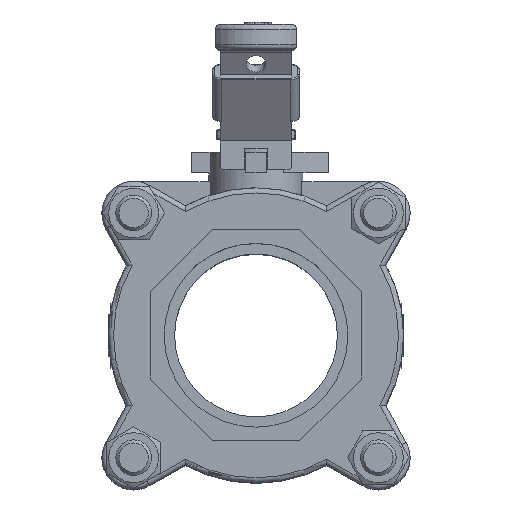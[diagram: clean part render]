
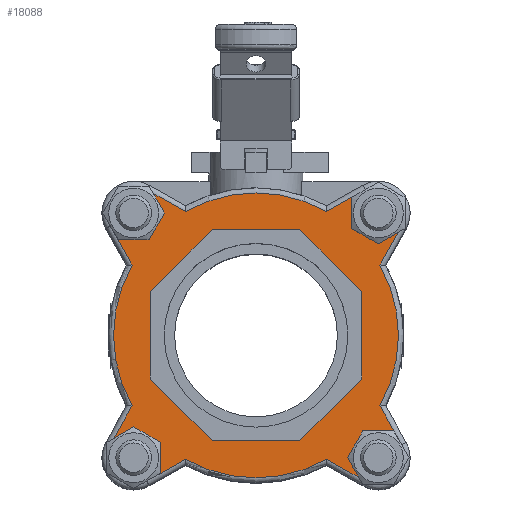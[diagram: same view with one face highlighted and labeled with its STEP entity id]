
A CAD part, top view. The second image highlights one B-rep face of the part: STEP entity #18088.
In plain terms, the highlighted planar face has unit normal (0, 0, 1).
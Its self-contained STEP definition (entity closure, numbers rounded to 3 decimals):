
#379=FACE_BOUND('',#6232,.T.);
#380=FACE_BOUND('',#6233,.T.);
#381=FACE_BOUND('',#6234,.T.);
#382=FACE_BOUND('',#6235,.T.);
#383=FACE_BOUND('',#6236,.T.);
#2246=LINE('',#30605,#3641);
#2248=LINE('',#30646,#3643);
#2250=LINE('',#30687,#3645);
#2251=LINE('',#30709,#3646);
#2253=LINE('',#30718,#3648);
#2256=LINE('',#30744,#3651);
#2257=LINE('',#30752,#3652);
#2259=LINE('',#30761,#3654);
#2278=LINE('',#30822,#3673);
#2279=LINE('',#30824,#3674);
#2280=LINE('',#30826,#3675);
#2281=LINE('',#30828,#3676);
#2282=LINE('',#30830,#3677);
#2283=LINE('',#30832,#3678);
#2284=LINE('',#30834,#3679);
#2285=LINE('',#30835,#3680);
#3641=VECTOR('',#21885,10.);
#3643=VECTOR('',#21897,10.);
#3645=VECTOR('',#21909,10.);
#3646=VECTOR('',#21920,10.);
#3648=VECTOR('',#21932,10.);
#3651=VECTOR('',#21945,10.);
#3652=VECTOR('',#21956,10.);
#3654=VECTOR('',#21968,10.);
#3673=VECTOR('',#22029,10.);
#3674=VECTOR('',#22030,10.);
#3675=VECTOR('',#22031,10.);
#3676=VECTOR('',#22032,10.);
#3677=VECTOR('',#22033,10.);
#3678=VECTOR('',#22034,10.);
#3679=VECTOR('',#22035,10.);
#3680=VECTOR('',#22036,10.);
#4348=PLANE('',#19158);
#5186=FACE_OUTER_BOUND('',#6231,.T.);
#6231=EDGE_LOOP('',(#14884,#14885,#14886,#14887,#14888,#14889,#14890,#14891,
#14892,#14893,#14894,#14895,#14896,#14897,#14898,#14899));
#6232=EDGE_LOOP('',(#14900));
#6233=EDGE_LOOP('',(#14901));
#6234=EDGE_LOOP('',(#14902));
#6235=EDGE_LOOP('',(#14903));
#6236=EDGE_LOOP('',(#14904,#14905,#14906,#14907,#14908,#14909,#14910,#14911));
#6803=CIRCLE('',#19103,56.);
#6806=CIRCLE('',#19108,56.);
#6809=CIRCLE('',#19113,56.);
#6813=CIRCLE('',#19119,10.5);
#6816=CIRCLE('',#19124,10.5);
#6819=CIRCLE('',#19129,56.);
#6822=CIRCLE('',#19134,10.5);
#6825=CIRCLE('',#19139,10.5);
#6836=CIRCLE('',#19159,7.5);
#6837=CIRCLE('',#19160,7.5);
#6838=CIRCLE('',#19161,7.5);
#6839=CIRCLE('',#19162,7.5);
#8215=VERTEX_POINT('',#30564);
#8216=VERTEX_POINT('',#30565);
#8221=VERTEX_POINT('',#30602);
#8222=VERTEX_POINT('',#30604);
#8223=VERTEX_POINT('',#30621);
#8227=VERTEX_POINT('',#30643);
#8228=VERTEX_POINT('',#30645);
#8229=VERTEX_POINT('',#30662);
#8233=VERTEX_POINT('',#30684);
#8234=VERTEX_POINT('',#30686);
#8236=VERTEX_POINT('',#30704);
#8238=VERTEX_POINT('',#30713);
#8240=VERTEX_POINT('',#30723);
#8242=VERTEX_POINT('',#30742);
#8244=VERTEX_POINT('',#30747);
#8246=VERTEX_POINT('',#30756);
#8262=VERTEX_POINT('',#30812);
#8263=VERTEX_POINT('',#30814);
#8264=VERTEX_POINT('',#30816);
#8265=VERTEX_POINT('',#30818);
#8266=VERTEX_POINT('',#30820);
#8267=VERTEX_POINT('',#30821);
#8268=VERTEX_POINT('',#30823);
#8269=VERTEX_POINT('',#30825);
#8270=VERTEX_POINT('',#30827);
#8271=VERTEX_POINT('',#30829);
#8272=VERTEX_POINT('',#30831);
#8273=VERTEX_POINT('',#30833);
#10483=EDGE_CURVE('',#8215,#8216,#6803,.T.);
#10489=EDGE_CURVE('',#8221,#8222,#2246,.T.);
#10491=EDGE_CURVE('',#8222,#8223,#6806,.T.);
#10496=EDGE_CURVE('',#8227,#8228,#2248,.T.);
#10498=EDGE_CURVE('',#8228,#8229,#6809,.T.);
#10503=EDGE_CURVE('',#8233,#8234,#2250,.T.);
#10506=EDGE_CURVE('',#8236,#8233,#6813,.T.);
#10508=EDGE_CURVE('',#8229,#8236,#2251,.T.);
#10511=EDGE_CURVE('',#8238,#8227,#6816,.T.);
#10513=EDGE_CURVE('',#8223,#8238,#2253,.T.);
#10516=EDGE_CURVE('',#8234,#8240,#6819,.T.);
#10520=EDGE_CURVE('',#8242,#8215,#2256,.T.);
#10522=EDGE_CURVE('',#8244,#8242,#6822,.T.);
#10524=EDGE_CURVE('',#8240,#8244,#2257,.T.);
#10527=EDGE_CURVE('',#8246,#8221,#6825,.T.);
#10529=EDGE_CURVE('',#8216,#8246,#2259,.T.);
#10557=EDGE_CURVE('',#8262,#8262,#6836,.T.);
#10558=EDGE_CURVE('',#8263,#8263,#6837,.T.);
#10559=EDGE_CURVE('',#8264,#8264,#6838,.T.);
#10560=EDGE_CURVE('',#8265,#8265,#6839,.T.);
#10561=EDGE_CURVE('',#8266,#8267,#2278,.T.);
#10562=EDGE_CURVE('',#8267,#8268,#2279,.T.);
#10563=EDGE_CURVE('',#8268,#8269,#2280,.T.);
#10564=EDGE_CURVE('',#8269,#8270,#2281,.T.);
#10565=EDGE_CURVE('',#8270,#8271,#2282,.T.);
#10566=EDGE_CURVE('',#8271,#8272,#2283,.T.);
#10567=EDGE_CURVE('',#8272,#8273,#2284,.T.);
#10568=EDGE_CURVE('',#8273,#8266,#2285,.T.);
#14884=ORIENTED_EDGE('',*,*,#10503,.F.);
#14885=ORIENTED_EDGE('',*,*,#10506,.F.);
#14886=ORIENTED_EDGE('',*,*,#10508,.F.);
#14887=ORIENTED_EDGE('',*,*,#10498,.F.);
#14888=ORIENTED_EDGE('',*,*,#10496,.F.);
#14889=ORIENTED_EDGE('',*,*,#10511,.F.);
#14890=ORIENTED_EDGE('',*,*,#10513,.F.);
#14891=ORIENTED_EDGE('',*,*,#10491,.F.);
#14892=ORIENTED_EDGE('',*,*,#10489,.F.);
#14893=ORIENTED_EDGE('',*,*,#10527,.F.);
#14894=ORIENTED_EDGE('',*,*,#10529,.F.);
#14895=ORIENTED_EDGE('',*,*,#10483,.F.);
#14896=ORIENTED_EDGE('',*,*,#10520,.F.);
#14897=ORIENTED_EDGE('',*,*,#10522,.F.);
#14898=ORIENTED_EDGE('',*,*,#10524,.F.);
#14899=ORIENTED_EDGE('',*,*,#10516,.F.);
#14900=ORIENTED_EDGE('',*,*,#10557,.T.);
#14901=ORIENTED_EDGE('',*,*,#10558,.T.);
#14902=ORIENTED_EDGE('',*,*,#10559,.T.);
#14903=ORIENTED_EDGE('',*,*,#10560,.T.);
#14904=ORIENTED_EDGE('',*,*,#10561,.T.);
#14905=ORIENTED_EDGE('',*,*,#10562,.T.);
#14906=ORIENTED_EDGE('',*,*,#10563,.T.);
#14907=ORIENTED_EDGE('',*,*,#10564,.T.);
#14908=ORIENTED_EDGE('',*,*,#10565,.T.);
#14909=ORIENTED_EDGE('',*,*,#10566,.T.);
#14910=ORIENTED_EDGE('',*,*,#10567,.T.);
#14911=ORIENTED_EDGE('',*,*,#10568,.T.);
#18088=ADVANCED_FACE('',(#5186,#379,#380,#381,#382,#383),#4348,.T.);
#19103=AXIS2_PLACEMENT_3D('',#30566,#21876,#21877);
#19108=AXIS2_PLACEMENT_3D('',#30622,#21888,#21889);
#19113=AXIS2_PLACEMENT_3D('',#30663,#21900,#21901);
#19119=AXIS2_PLACEMENT_3D('',#30706,#21914,#21915);
#19124=AXIS2_PLACEMENT_3D('',#30715,#21926,#21927);
#19129=AXIS2_PLACEMENT_3D('',#30724,#21938,#21939);
#19134=AXIS2_PLACEMENT_3D('',#30749,#21950,#21951);
#19139=AXIS2_PLACEMENT_3D('',#30758,#21962,#21963);
#19158=AXIS2_PLACEMENT_3D('',#30811,#22019,#22020);
#19159=AXIS2_PLACEMENT_3D('',#30813,#22021,#22022);
#19160=AXIS2_PLACEMENT_3D('',#30815,#22023,#22024);
#19161=AXIS2_PLACEMENT_3D('',#30817,#22025,#22026);
#19162=AXIS2_PLACEMENT_3D('',#30819,#22027,#22028);
#21876=DIRECTION('center_axis',(0.,0.,-1.));
#21877=DIRECTION('ref_axis',(1.,0.,0.));
#21885=DIRECTION('',(-0.873,0.488,0.));
#21888=DIRECTION('center_axis',(0.,0.,-1.));
#21889=DIRECTION('ref_axis',(0.,-1.,0.));
#21897=DIRECTION('',(0.488,0.873,0.));
#21900=DIRECTION('center_axis',(0.,0.,-1.));
#21901=DIRECTION('ref_axis',(-1.,0.,0.));
#21909=DIRECTION('',(0.873,-0.488,0.));
#21914=DIRECTION('center_axis',(0.,0.,-1.));
#21915=DIRECTION('ref_axis',(-0.707,0.707,0.));
#21920=DIRECTION('',(-0.488,0.873,0.));
#21926=DIRECTION('center_axis',(0.,0.,-1.));
#21927=DIRECTION('ref_axis',(-0.707,-0.707,0.));
#21932=DIRECTION('',(-0.873,-0.488,0.));
#21938=DIRECTION('center_axis',(0.,0.,-1.));
#21939=DIRECTION('ref_axis',(0.,1.,0.));
#21945=DIRECTION('',(-0.488,-0.873,0.));
#21950=DIRECTION('center_axis',(0.,0.,-1.));
#21951=DIRECTION('ref_axis',(0.707,0.707,0.));
#21956=DIRECTION('',(0.873,0.488,0.));
#21962=DIRECTION('center_axis',(0.,0.,-1.));
#21963=DIRECTION('ref_axis',(0.707,-0.707,0.));
#21968=DIRECTION('',(0.488,-0.873,0.));
#22019=DIRECTION('center_axis',(0.,0.,1.));
#22020=DIRECTION('ref_axis',(-1.,0.,0.));
#22021=DIRECTION('center_axis',(0.,0.,-1.));
#22022=DIRECTION('ref_axis',(1.,0.,0.));
#22023=DIRECTION('center_axis',(0.,0.,-1.));
#22024=DIRECTION('ref_axis',(1.,0.,0.));
#22025=DIRECTION('center_axis',(0.,0.,-1.));
#22026=DIRECTION('ref_axis',(-1.,0.,0.));
#22027=DIRECTION('center_axis',(0.,0.,-1.));
#22028=DIRECTION('ref_axis',(-1.,0.,0.));
#22029=DIRECTION('',(0.707,0.707,0.));
#22030=DIRECTION('',(1.,0.,0.));
#22031=DIRECTION('',(0.707,-0.707,0.));
#22032=DIRECTION('',(0.,-1.,0.));
#22033=DIRECTION('',(-0.707,-0.707,0.));
#22034=DIRECTION('',(-1.,0.,0.));
#22035=DIRECTION('',(-0.707,0.707,0.));
#22036=DIRECTION('',(0.,1.,0.));
#30564=CARTESIAN_POINT('',(48.696,27.654,55.45));
#30565=CARTESIAN_POINT('',(48.696,-27.654,55.45));
#30566=CARTESIAN_POINT('Origin',(0.,0.,55.45));
#30602=CARTESIAN_POINT('',(42.961,-57.249,55.45));
#30604=CARTESIAN_POINT('',(27.654,-48.696,55.45));
#30605=CARTESIAN_POINT('',(10.919,-39.345,55.45));
#30621=CARTESIAN_POINT('',(-27.654,-48.696,55.45));
#30622=CARTESIAN_POINT('Origin',(0.,0.,55.45));
#30643=CARTESIAN_POINT('',(-57.249,-42.961,55.45));
#30645=CARTESIAN_POINT('',(-48.696,-27.654,55.45));
#30646=CARTESIAN_POINT('',(-37.882,-8.301,55.45));
#30662=CARTESIAN_POINT('',(-48.696,27.654,55.45));
#30663=CARTESIAN_POINT('Origin',(0.,0.,55.45));
#30684=CARTESIAN_POINT('',(-42.961,57.249,55.45));
#30686=CARTESIAN_POINT('',(-27.654,48.696,55.45));
#30687=CARTESIAN_POINT('',(-3.551,35.228,55.45));
#30704=CARTESIAN_POINT('',(-57.249,42.961,55.45));
#30706=CARTESIAN_POINT('Origin',(-48.083,48.083,55.45));
#30709=CARTESIAN_POINT('',(-39.226,10.706,55.45));
#30713=CARTESIAN_POINT('',(-42.961,-57.249,55.45));
#30715=CARTESIAN_POINT('Origin',(-48.083,-48.083,55.45));
#30718=CARTESIAN_POINT('',(-13.38,-40.72,55.45));
#30723=CARTESIAN_POINT('',(27.654,48.696,55.45));
#30724=CARTESIAN_POINT('Origin',(0.,0.,55.45));
#30742=CARTESIAN_POINT('',(57.249,42.961,55.45));
#30744=CARTESIAN_POINT('',(36.691,6.169,55.45));
#30747=CARTESIAN_POINT('',(42.961,57.249,55.45));
#30749=CARTESIAN_POINT('Origin',(48.083,48.083,55.45));
#30752=CARTESIAN_POINT('',(15.426,41.863,55.45));
#30756=CARTESIAN_POINT('',(57.249,-42.961,55.45));
#30758=CARTESIAN_POINT('Origin',(48.083,-48.083,55.45));
#30761=CARTESIAN_POINT('',(43.357,-18.099,55.45));
#30811=CARTESIAN_POINT('Origin',(6.177,-6.249,55.45));
#30812=CARTESIAN_POINT('',(-55.583,-48.083,55.45));
#30813=CARTESIAN_POINT('Origin',(-48.083,-48.083,55.45));
#30814=CARTESIAN_POINT('',(40.583,-48.083,55.45));
#30815=CARTESIAN_POINT('Origin',(48.083,-48.083,55.45));
#30816=CARTESIAN_POINT('',(55.583,48.083,55.45));
#30817=CARTESIAN_POINT('Origin',(48.083,48.083,55.45));
#30818=CARTESIAN_POINT('',(-40.583,48.083,55.45));
#30819=CARTESIAN_POINT('Origin',(-48.083,48.083,55.45));
#30820=CARTESIAN_POINT('',(-41.5,17.19,55.45));
#30821=CARTESIAN_POINT('',(-17.19,41.5,55.45));
#30822=CARTESIAN_POINT('',(-23.285,35.404,55.45));
#30823=CARTESIAN_POINT('',(17.19,41.5,55.45));
#30824=CARTESIAN_POINT('',(11.684,41.5,55.45));
#30825=CARTESIAN_POINT('',(41.5,17.19,55.45));
#30826=CARTESIAN_POINT('',(38.529,20.161,55.45));
#30827=CARTESIAN_POINT('',(41.5,-17.19,55.45));
#30828=CARTESIAN_POINT('',(41.5,-11.72,55.45));
#30829=CARTESIAN_POINT('',(17.19,-41.5,55.45));
#30830=CARTESIAN_POINT('',(23.249,-35.44,55.45));
#30831=CARTESIAN_POINT('',(-17.19,-41.5,55.45));
#30832=CARTESIAN_POINT('',(-5.506,-41.5,55.45));
#30833=CARTESIAN_POINT('',(-41.5,-17.19,55.45));
#30834=CARTESIAN_POINT('',(-32.316,-26.374,55.45));
#30835=CARTESIAN_POINT('',(-41.5,5.47,55.45));
